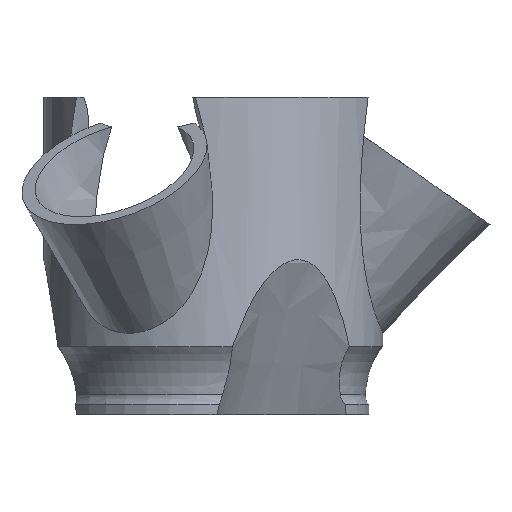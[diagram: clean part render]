
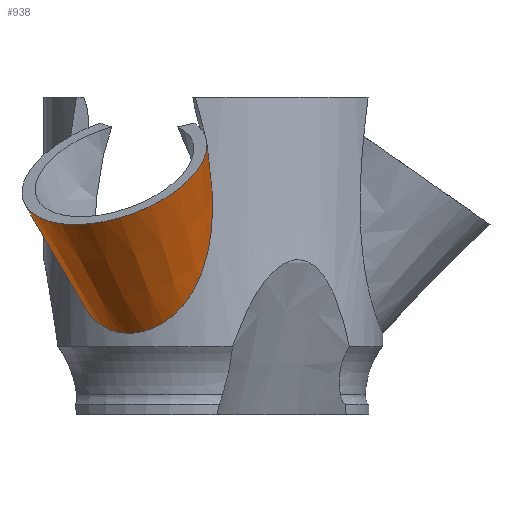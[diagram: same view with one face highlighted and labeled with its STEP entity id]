
A CAD part, left-side view. The second image highlights one B-rep face of the part: STEP entity #938.
In plain terms, the highlighted conical face has half-angle 9.648 degrees and reference radius 24.218 mm.
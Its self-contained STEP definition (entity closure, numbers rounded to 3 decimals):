
#64=CIRCLE('',#1044,28.557);
#123=FACE_OUTER_BOUND('',#177,.T.);
#177=EDGE_LOOP('',(#706,#707));
#292=B_SPLINE_CURVE_WITH_KNOTS('',3,(#2097,#2098,#2099,#2100,#2101,#2102,
#2103,#2104,#2105,#2106,#2107,#2108,#2109,#2110,#2111,#2112,#2113,#2114,
#2115,#2116,#2117,#2118,#2119,#2120,#2121,#2122,#2123,#2124,#2125,#2126,
#2127,#2128,#2129,#2130,#2131,#2132,#2133,#2134,#2135,#2136,#2137,#2138),
 .UNSPECIFIED.,.F.,.F.,(4,2,2,2,2,2,2,2,2,2,2,2,2,2,2,2,2,2,2,2,4),(3.083,
3.775,5.033,5.777,6.521,7.265,
8.009,8.501,8.994,9.486,9.978,
10.471,10.963,11.455,11.948,12.692,
13.436,14.18,14.923,16.182,16.873),
 .UNSPECIFIED.);
#391=VERTEX_POINT('',#2095);
#392=VERTEX_POINT('',#2096);
#514=EDGE_CURVE('',#391,#392,#292,.T.);
#515=EDGE_CURVE('',#392,#391,#64,.T.);
#706=ORIENTED_EDGE('',*,*,#514,.F.);
#707=ORIENTED_EDGE('',*,*,#515,.F.);
#904=CONICAL_SURFACE('',#1043,24.218,0.168);
#938=ADVANCED_FACE('',(#123),#904,.T.);
#1043=AXIS2_PLACEMENT_3D('',#2094,#1234,#1235);
#1044=AXIS2_PLACEMENT_3D('',#2139,#1236,#1237);
#1234=DIRECTION('center_axis',(-0.497,0.287,0.819));
#1235=DIRECTION('ref_axis',(-0.709,0.41,-0.574));
#1236=DIRECTION('center_axis',(-0.497,0.287,0.819));
#1237=DIRECTION('ref_axis',(-0.5,-0.866,0.));
#2094=CARTESIAN_POINT('Origin',(-37.829,21.841,51.552));
#2095=CARTESIAN_POINT('',(-49.946,2.321,82.2));
#2096=CARTESIAN_POINT('',(-26.983,42.094,82.2));
#2097=CARTESIAN_POINT('Ctrl Pts',(-49.946,2.321,82.2));
#2098=CARTESIAN_POINT('Ctrl Pts',(-49.969,1.824,79.776));
#2099=CARTESIAN_POINT('Ctrl Pts',(-49.981,1.407,77.344));
#2100=CARTESIAN_POINT('Ctrl Pts',(-50.001,0.471,70.523));
#2101=CARTESIAN_POINT('Ctrl Pts',(-50.,0.148,66.162));
#2102=CARTESIAN_POINT('Ctrl Pts',(-50.,0.148,59.488));
#2103=CARTESIAN_POINT('Ctrl Pts',(-50.,0.261,56.892));
#2104=CARTESIAN_POINT('Ctrl Pts',(-49.994,0.819,51.659));
#2105=CARTESIAN_POINT('Ctrl Pts',(-49.988,1.265,49.022));
#2106=CARTESIAN_POINT('Ctrl Pts',(-49.938,2.573,43.897));
#2107=CARTESIAN_POINT('Ctrl Pts',(-49.894,3.437,41.408));
#2108=CARTESIAN_POINT('Ctrl Pts',(-49.694,5.628,36.758));
#2109=CARTESIAN_POINT('Ctrl Pts',(-49.539,6.956,34.599));
#2110=CARTESIAN_POINT('Ctrl Pts',(-49.094,9.533,31.414));
#2111=CARTESIAN_POINT('Ctrl Pts',(-48.858,10.705,30.196));
#2112=CARTESIAN_POINT('Ctrl Pts',(-48.224,13.275,28.027));
#2113=CARTESIAN_POINT('Ctrl Pts',(-47.824,14.672,27.075));
#2114=CARTESIAN_POINT('Ctrl Pts',(-46.835,17.575,25.536));
#2115=CARTESIAN_POINT('Ctrl Pts',(-46.244,19.084,24.946));
#2116=CARTESIAN_POINT('Ctrl Pts',(-44.888,22.086,24.166));
#2117=CARTESIAN_POINT('Ctrl Pts',(-44.122,23.579,23.975));
#2118=CARTESIAN_POINT('Ctrl Pts',(-42.481,26.421,23.975));
#2119=CARTESIAN_POINT('Ctrl Pts',(-41.571,27.831,24.166));
#2120=CARTESIAN_POINT('Ctrl Pts',(-39.649,30.506,24.946));
#2121=CARTESIAN_POINT('Ctrl Pts',(-38.638,31.772,25.536));
#2122=CARTESIAN_POINT('Ctrl Pts',(-36.618,34.08,27.075));
#2123=CARTESIAN_POINT('Ctrl Pts',(-35.608,35.126,28.027));
#2124=CARTESIAN_POINT('Ctrl Pts',(-33.7,36.96,30.196));
#2125=CARTESIAN_POINT('Ctrl Pts',(-32.803,37.75,31.414));
#2126=CARTESIAN_POINT('Ctrl Pts',(-30.794,39.424,34.599));
#2127=CARTESIAN_POINT('Ctrl Pts',(-29.722,40.222,36.758));
#2128=CARTESIAN_POINT('Ctrl Pts',(-27.923,41.491,41.408));
#2129=CARTESIAN_POINT('Ctrl Pts',(-27.197,41.961,43.897));
#2130=CARTESIAN_POINT('Ctrl Pts',(-26.089,42.659,49.022));
#2131=CARTESIAN_POINT('Ctrl Pts',(-25.707,42.886,51.659));
#2132=CARTESIAN_POINT('Ctrl Pts',(-25.226,43.171,56.892));
#2133=CARTESIAN_POINT('Ctrl Pts',(-25.128,43.227,59.488));
#2134=CARTESIAN_POINT('Ctrl Pts',(-25.128,43.227,66.162));
#2135=CARTESIAN_POINT('Ctrl Pts',(-25.408,43.067,70.523));
#2136=CARTESIAN_POINT('Ctrl Pts',(-26.209,42.582,77.344));
#2137=CARTESIAN_POINT('Ctrl Pts',(-26.564,42.362,79.776));
#2138=CARTESIAN_POINT('Ctrl Pts',(-26.983,42.094,82.2));
#2139=CARTESIAN_POINT('Origin',(-50.509,29.161,72.462));
